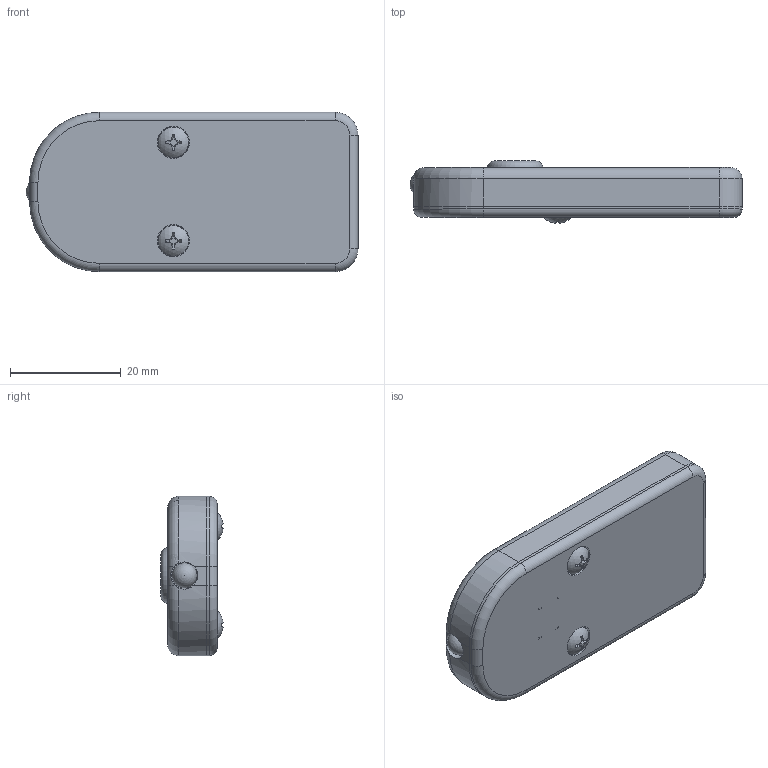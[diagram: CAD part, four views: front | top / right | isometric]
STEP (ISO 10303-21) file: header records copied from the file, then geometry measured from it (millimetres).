
FILE_DESCRIPTION(/* description */ (''),/* implementation_level */ '2;1');
FILE_NAME(/* name */ 'SNAP2NikonIR-v20.step',/* time_stamp */ '2020-11-01T16:13:47-06:00',/* author */ (''),/* organization */ (''),/* preprocessor_version */ 'ST-DEVELOPER v18.1',/* originating_system */ 'Autodesk Translation Framework v9.3.0.1241',/* authorisation */ '');
FILE_SCHEMA (('AUTOMOTIVE_DESIGN { 1 0 10303 214 3 1 1 }'));
Length unit declared in the file: millimetre
Products named in the file (14): SNAP2NikonIR; main; Board; Packages; TACTILE-PTH; B3F_1000_BUTTON; B3F_1000_BASE; SJ12533SMTTR; SOIC127P600X175-8N; 0603; SMTM1632; smtm1632_1; LTE3371TL; 90380A106
Assembly tree (16 placements, depth 5):
  SNAP2NikonIR
    main
      Board
      Packages
        TACTILE-PTH
          B3F_1000_BUTTON
          B3F_1000_BASE
        SJ12533SMTTR
        SOIC127P600X175-8N
        0603  x3
        SMTM1632
          smtm1632_1
        LTE3371TL
    90380A106  x2
Bounding box: 59.97 x 11.21 x 28.77 mm (x, y, z)
Volume: 8290.6 mm3; surface area: 14854.2 mm2
Topology: 15 solids, 15 shells, 1106 faces, 2668 edges, 1620 vertices
Faces by surface type: plane 436, cylinder 372, bspline 99, sphere 90, torus 62, cone 47
Full cylindrical faces by diameter (mm): 0.3 x1, 0.35 x7, 0.91 x2, 0.964 x2, 1.016 x9, 1.2 x4, 1.3 x1, 1.8 x1, 1.935 x10, 2 x1, 2.29 x2, 3 x1, 3.332 x1, 3.416 x1, 3.5 x2, 3.732 x1, 3.809 x1, 3.81 x4, 3.816 x1, 3.83 x1, 4.1 x1, 4.5 x1, 4.9 x1, 5.563 x2, 5.809 x1, 5.83 x1, 7.473 x1, 10 x1, 10.2 x1, 16 x1
Entity records: 33244 total; most frequent: CARTESIAN_POINT 11176, ORIENTED_EDGE 4490, DIRECTION 4396, EDGE_CURVE 2245, AXIS2_PLACEMENT_3D 1613, VERTEX_POINT 1379, LINE 1170, VECTOR 1170
